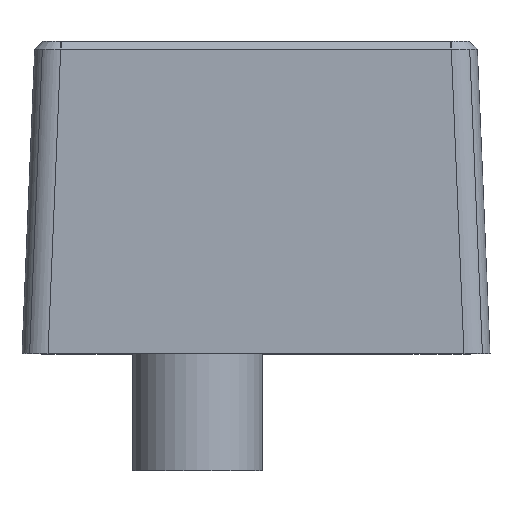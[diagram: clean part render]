
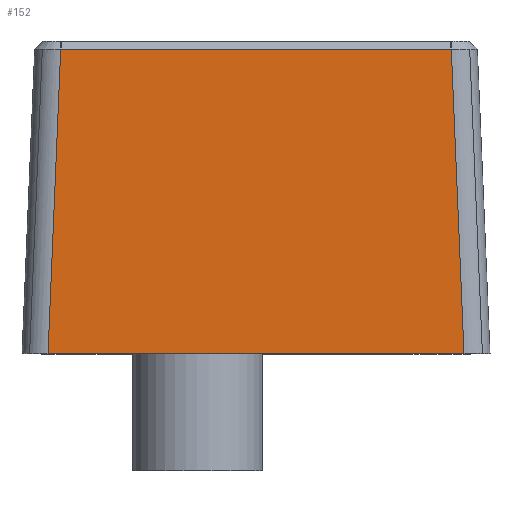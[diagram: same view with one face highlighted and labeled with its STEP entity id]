
A CAD part, top view. The second image highlights one B-rep face of the part: STEP entity #152.
In plain terms, the highlighted planar face has unit normal (0, 0, 1).
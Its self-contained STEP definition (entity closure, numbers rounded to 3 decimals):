
#152=ADVANCED_FACE('',(#325),#326,.F.);
#325=FACE_OUTER_BOUND('',#777,.T.);
#326=PLANE('',#778);
#777=EDGE_LOOP('',(#1587,#1588,#1589,#1590,#1591,#1592));
#778=AXIS2_PLACEMENT_3D('',#1593,#1594,#1595);
#1587=ORIENTED_EDGE('',*,*,#1888,.F.);
#1588=ORIENTED_EDGE('',*,*,#1737,.F.);
#1589=ORIENTED_EDGE('',*,*,#1958,.F.);
#1590=ORIENTED_EDGE('',*,*,#1959,.F.);
#1591=ORIENTED_EDGE('',*,*,#1879,.F.);
#1592=ORIENTED_EDGE('',*,*,#1876,.F.);
#1593=CARTESIAN_POINT('',(9.,0.0,9.0));
#1594=DIRECTION('',(0.,0.,-1.));
#1595=DIRECTION('',(0.0,-1.,0.));
#1737=EDGE_CURVE('',#1992,#1994,#1995,.T.);
#1876=EDGE_CURVE('',#2232,#2234,#2235,.T.);
#1879=EDGE_CURVE('',#2234,#2227,#2239,.T.);
#1888=EDGE_CURVE('',#1994,#2232,#2253,.T.);
#1958=EDGE_CURVE('',#2361,#1992,#2362,.T.);
#1959=EDGE_CURVE('',#2227,#2361,#2363,.T.);
#1992=VERTEX_POINT('',#2411);
#1994=VERTEX_POINT('',#2413);
#1995=LINE('',#2414,#2415);
#2227=VERTEX_POINT('',#2743);
#2232=VERTEX_POINT('',#2753);
#2234=VERTEX_POINT('',#2756);
#2235=LINE('',#2757,#2758);
#2239=LINE('',#2764,#2765);
#2253=LINE('',#2788,#2789);
#2361=VERTEX_POINT('',#2994);
#2362=LINE('',#2995,#2996);
#2363=LINE('',#2997,#2998);
#2411=CARTESIAN_POINT('',(-7.999,0.0,9.0));
#2413=CARTESIAN_POINT('',(-7.512,11.7,9.));
#2414=CARTESIAN_POINT('',(-7.985,0.333,9.));
#2415=VECTOR('',#3087,10.0);
#2743=CARTESIAN_POINT('',(7.512,11.7,9.));
#2753=CARTESIAN_POINT('',(-7.499,11.7,9.));
#2756=CARTESIAN_POINT('',(7.499,11.7,9.));
#2757=CARTESIAN_POINT('',(4.5,11.7,9.));
#2758=VECTOR('',#3308,10.0);
#2764=CARTESIAN_POINT('',(7.499,11.7,9.));
#2765=VECTOR('',#3311,10.);
#2788=CARTESIAN_POINT('',(-7.512,11.7,9.));
#2789=VECTOR('',#3323,10.);
#2994=CARTESIAN_POINT('',(7.999,0.0,9.0));
#2995=CARTESIAN_POINT('',(9.,0.0,9.0));
#2996=VECTOR('',#3416,10.0);
#2997=CARTESIAN_POINT('',(8.001,-0.042,9.));
#2998=VECTOR('',#3417,10.0);
#3087=DIRECTION('',(0.042,0.999,0.));
#3308=DIRECTION('',(1.0,0.,0.));
#3311=DIRECTION('',(1.,0.,0.));
#3323=DIRECTION('',(1.,0.,0.));
#3416=DIRECTION('',(-1.0,0.0,0.));
#3417=DIRECTION('',(0.042,-0.999,0.));
